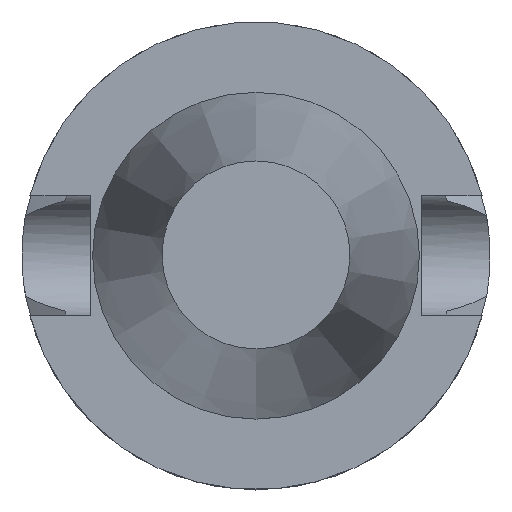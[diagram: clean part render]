
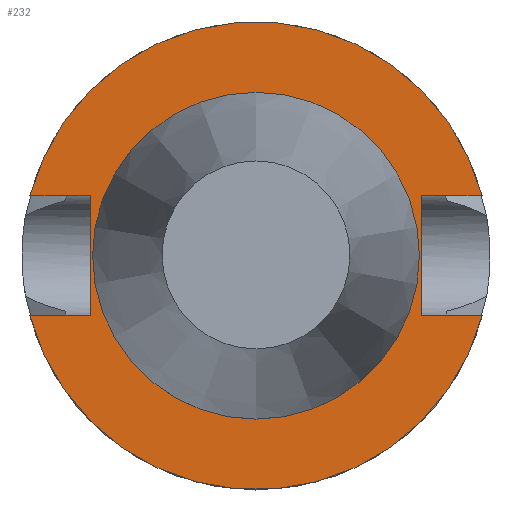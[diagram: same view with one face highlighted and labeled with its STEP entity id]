
A CAD part, top view. The second image highlights one B-rep face of the part: STEP entity #232.
In plain terms, the highlighted planar face has unit normal (0, 0, 1).
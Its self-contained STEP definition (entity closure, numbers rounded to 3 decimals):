
#160=EDGE_CURVE('240[2]',#414,#414,#415,.T.);
#199=EDGE_CURVE('240[2]',#461,#429,#473,.T.);
#201=EDGE_CURVE('240[2]',#420,#475,#476,.T.);
#232=ADVANCED_FACE('240[2]',(#520,#521),#522,.T.);
#240=EDGE_CURVE('240[2]',#475,#530,#533,.T.);
#259=EDGE_CURVE('240[2]',#449,#524,#558,.T.);
#274=EDGE_CURVE('240[2]',#530,#449,#575,.T.);
#290=EDGE_CURVE('240[2]',#524,#461,#595,.T.);
#313=EDGE_CURVE('240[2]',#429,#547,#622,.T.);
#319=EDGE_CURVE('240[2]',#547,#420,#628,.T.);
#414=VERTEX_POINT('',#839);
#415=CIRCLE('',#840,34.925);
#420=VERTEX_POINT('',#847);
#429=VERTEX_POINT('',#860);
#449=VERTEX_POINT('',#897);
#461=VERTEX_POINT('',#914);
#473=LINE('',#931,#932);
#475=VERTEX_POINT('',#935);
#476=LINE('',#936,#937);
#520=FACE_OUTER_BOUND('',#993,.T.);
#521=FACE_BOUND('',#994,.T.);
#522=PLANE('',#995);
#524=VERTEX_POINT('',#998);
#530=VERTEX_POINT('',#1007);
#533=LINE('',#1012,#1013);
#547=VERTEX_POINT('',#1031);
#558=LINE('',#1068,#1069);
#575=CIRCLE('',#1181,50.);
#595=LINE('',#1219,#1220);
#622=CIRCLE('',#1284,50.);
#628=LINE('',#1319,#1320);
#839=CARTESIAN_POINT('',(0.,34.925,-1.5));
#840=AXIS2_PLACEMENT_3D('',#1413,#1414,#1415);
#847=CARTESIAN_POINT('',(35.4,-12.85,-1.5));
#860=CARTESIAN_POINT('',(-48.321,-12.85,-1.5));
#897=CARTESIAN_POINT('',(-48.321,12.85,-1.5));
#914=CARTESIAN_POINT('',(-35.4,-12.85,-1.5));
#931=CARTESIAN_POINT('',(-17.7,-12.85,-1.5));
#932=VECTOR('',#1465,1.0);
#935=CARTESIAN_POINT('',(35.4,12.85,-1.5));
#936=CARTESIAN_POINT('',(35.4,21.231,-1.5));
#937=VECTOR('',#1466,1.0);
#993=EDGE_LOOP('',(#1526,#1527,#1528,#1529,#1530,#1531,#1532,#1533));
#994=EDGE_LOOP('',(#1534));
#995=AXIS2_PLACEMENT_3D('',#1535,#1536,#1537);
#998=CARTESIAN_POINT('',(-35.4,12.85,-1.5));
#1007=CARTESIAN_POINT('',(48.321,12.85,-1.5));
#1012=CARTESIAN_POINT('',(17.7,12.85,-1.5));
#1013=VECTOR('',#1543,1.0);
#1031=CARTESIAN_POINT('',(48.321,-12.85,-1.5));
#1068=CARTESIAN_POINT('',(-17.7,12.85,-1.5));
#1069=VECTOR('',#1571,1.0);
#1181=AXIS2_PLACEMENT_3D('',#1582,#1583,#1584);
#1219=CARTESIAN_POINT('',(-35.4,14.806,-1.5));
#1220=VECTOR('',#1604,1.0);
#1284=AXIS2_PLACEMENT_3D('',#1638,#1639,#1640);
#1319=CARTESIAN_POINT('',(17.7,-12.85,-1.5));
#1320=VECTOR('',#1641,1.0);
#1413=CARTESIAN_POINT('',(0.,0.,-1.5));
#1414=DIRECTION('',(0.,0.,1.0));
#1415=DIRECTION('',(0.,1.0,0.));
#1465=DIRECTION('',(-1.0,0.0,0.));
#1466=DIRECTION('',(-0.0,1.0,0.));
#1526=ORIENTED_EDGE('',*,*,#199,.T.);
#1527=ORIENTED_EDGE('',*,*,#313,.T.);
#1528=ORIENTED_EDGE('',*,*,#319,.T.);
#1529=ORIENTED_EDGE('',*,*,#201,.T.);
#1530=ORIENTED_EDGE('',*,*,#240,.T.);
#1531=ORIENTED_EDGE('',*,*,#274,.T.);
#1532=ORIENTED_EDGE('',*,*,#259,.T.);
#1533=ORIENTED_EDGE('',*,*,#290,.T.);
#1534=ORIENTED_EDGE('',*,*,#160,.F.);
#1535=CARTESIAN_POINT('',(0.,42.463,-1.5));
#1536=DIRECTION('',(0.,0.,1.0));
#1537=DIRECTION('',(1.0,0.,0.0));
#1543=DIRECTION('',(1.0,0.0,0.));
#1571=DIRECTION('',(1.0,0.0,0.));
#1582=CARTESIAN_POINT('',(0.,0.,-1.5));
#1583=DIRECTION('',(0.,0.,1.0));
#1584=DIRECTION('',(0.,1.0,0.));
#1604=DIRECTION('',(-0.0,-1.0,0.));
#1638=CARTESIAN_POINT('',(0.,0.,-1.5));
#1639=DIRECTION('',(0.,0.,1.0));
#1640=DIRECTION('',(0.,1.0,0.));
#1641=DIRECTION('',(-1.0,0.0,0.));
